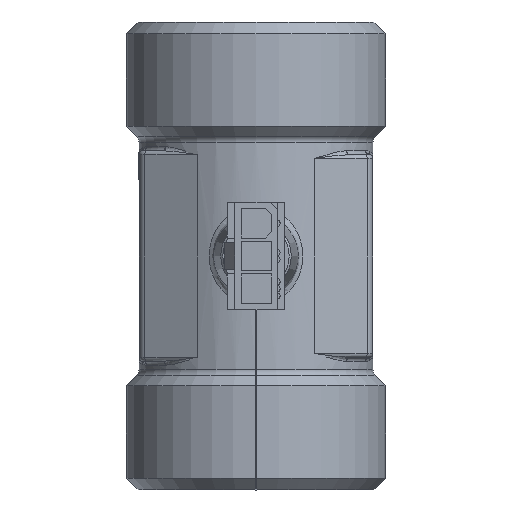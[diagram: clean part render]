
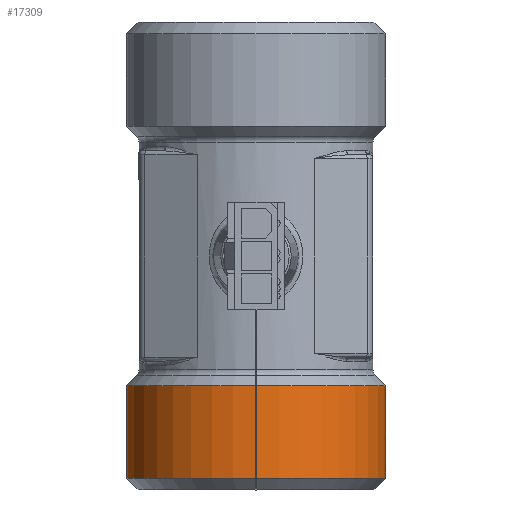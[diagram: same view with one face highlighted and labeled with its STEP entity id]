
A CAD part, left-side view. The second image highlights one B-rep face of the part: STEP entity #17309.
In plain terms, the highlighted cylindrical face has radius 16.625 mm (diameter 33.25 mm), a full revolution.
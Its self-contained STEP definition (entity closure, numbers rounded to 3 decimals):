
#940=CYLINDRICAL_SURFACE('',#18363,16.625);
#2069=LINE('',#23447,#3622);
#3622=VECTOR('',#19608,16.625);
#5231=FACE_OUTER_BOUND('',#6211,.T.);
#6211=EDGE_LOOP('',(#11896,#11897,#11898,#11899,#11900,#11901));
#7289=CIRCLE('',#18364,16.625);
#7290=CIRCLE('',#18365,16.625);
#7291=CIRCLE('',#18366,16.625);
#7292=CIRCLE('',#18367,16.625);
#7706=VERTEX_POINT('',#23443);
#7707=VERTEX_POINT('',#23444);
#7708=VERTEX_POINT('',#23446);
#7709=VERTEX_POINT('',#23448);
#9363=EDGE_CURVE('',#7706,#7707,#7289,.T.);
#9364=EDGE_CURVE('',#7707,#7708,#2069,.T.);
#9365=EDGE_CURVE('',#7709,#7708,#7290,.T.);
#9366=EDGE_CURVE('',#7708,#7709,#7291,.T.);
#9367=EDGE_CURVE('',#7707,#7706,#7292,.T.);
#11896=ORIENTED_EDGE('',*,*,#9363,.T.);
#11897=ORIENTED_EDGE('',*,*,#9364,.T.);
#11898=ORIENTED_EDGE('',*,*,#9365,.F.);
#11899=ORIENTED_EDGE('',*,*,#9366,.F.);
#11900=ORIENTED_EDGE('',*,*,#9364,.F.);
#11901=ORIENTED_EDGE('',*,*,#9367,.T.);
#17309=ADVANCED_FACE('',(#5231),#940,.T.);
#18363=AXIS2_PLACEMENT_3D('',#23442,#19604,#19605);
#18364=AXIS2_PLACEMENT_3D('',#23445,#19606,#19607);
#18365=AXIS2_PLACEMENT_3D('',#23449,#19609,#19610);
#18366=AXIS2_PLACEMENT_3D('',#23450,#19611,#19612);
#18367=AXIS2_PLACEMENT_3D('',#23451,#19613,#19614);
#19604=DIRECTION('center_axis',(0.,0.,
1.));
#19605=DIRECTION('ref_axis',(-1.,0.,0.));
#19606=DIRECTION('center_axis',(0.,0.,
-1.));
#19607=DIRECTION('ref_axis',(-1.,0.,0.));
#19608=DIRECTION('',(0.,0.,-1.));
#19609=DIRECTION('center_axis',(0.,0.,
-1.));
#19610=DIRECTION('ref_axis',(1.,0.,0.));
#19611=DIRECTION('center_axis',(0.,0.,
-1.));
#19612=DIRECTION('ref_axis',(1.,0.,0.));
#19613=DIRECTION('center_axis',(0.,0.,
-1.));
#19614=DIRECTION('ref_axis',(-1.,0.,0.));
#23442=CARTESIAN_POINT('Origin',(0.,0.,
0.));
#23443=CARTESIAN_POINT('',(-16.625,0.,13.375));
#23444=CARTESIAN_POINT('',(16.625,0.,13.375));
#23445=CARTESIAN_POINT('Origin',(0.,0.,
13.375));
#23446=CARTESIAN_POINT('',(16.625,0.,1.5));
#23447=CARTESIAN_POINT('',(16.625,0.,0.));
#23448=CARTESIAN_POINT('',(-16.625,0.,1.5));
#23449=CARTESIAN_POINT('Origin',(0.,0.,
1.5));
#23450=CARTESIAN_POINT('Origin',(0.,0.,
1.5));
#23451=CARTESIAN_POINT('Origin',(0.,0.,
13.375));
